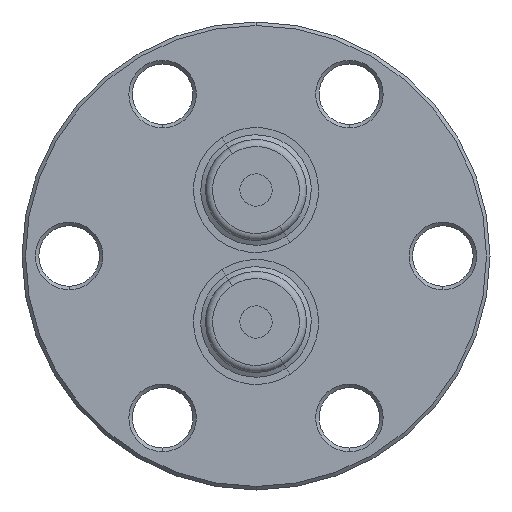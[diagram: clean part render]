
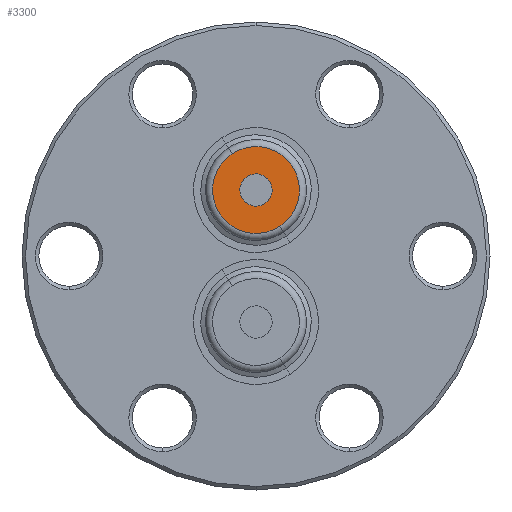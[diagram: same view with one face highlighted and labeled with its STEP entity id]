
A CAD part, front view. The second image highlights one B-rep face of the part: STEP entity #3300.
In plain terms, the highlighted planar face has unit normal (0, -1, 0).
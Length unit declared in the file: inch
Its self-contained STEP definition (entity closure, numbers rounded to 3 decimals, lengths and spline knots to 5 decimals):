
#26 = DIRECTION ( 'NONE',  ( 0., 1., 0. ) ) ;
#32 = EDGE_CURVE ( 'NONE', #3195, #1387, #763, .T. ) ;
#76 = VERTEX_POINT ( 'NONE', #2976 ) ;
#107 = CARTESIAN_POINT ( 'NONE',  ( -0.03767, -1.16644, 0.16289 ) ) ;
#203 = EDGE_CURVE ( 'NONE', #76, #3112, #1309, .T. ) ;
#343 = ORIENTED_EDGE ( 'NONE', *, *, #2309, .T. ) ;
#378 = DIRECTION ( 'NONE',  ( 0., -1., 0. ) ) ;
#381 = AXIS2_PLACEMENT_3D ( 'NONE', #414, #399, #648 ) ;
#399 = DIRECTION ( 'NONE',  ( 0., -1., 0. ) ) ;
#414 = CARTESIAN_POINT ( 'NONE',  ( 0., -1.16644, 0.1875 ) ) ;
#504 = ORIENTED_EDGE ( 'NONE', *, *, #578, .T. ) ;
#578 = EDGE_CURVE ( 'NONE', #3112, #76, #3264, .T. ) ;
#648 = DIRECTION ( 'NONE',  ( 0.547, 0., -0.837 ) ) ;
#763 = CIRCLE ( 'NONE', #381, 0.1235 ) ;
#932 = AXIS2_PLACEMENT_3D ( 'NONE', #107, #1997, #2733 ) ;
#952 = CIRCLE ( 'NONE', #1126, 0.1235 ) ;
#1083 = DIRECTION ( 'NONE',  ( 0., 0., -1. ) ) ;
#1126 = AXIS2_PLACEMENT_3D ( 'NONE', #3309, #378, #3050 ) ;
#1149 = CARTESIAN_POINT ( 'NONE',  ( 0., -1.16644, 0.1875 ) ) ;
#1309 = CIRCLE ( 'NONE', #3162, 0.046 ) ;
#1331 = CARTESIAN_POINT ( 'NONE',  ( -0.06755, -1.16644, 0.29089 ) ) ;
#1387 = VERTEX_POINT ( 'NONE', #2627 ) ;
#1613 = CARTESIAN_POINT ( 'NONE',  ( -0.03851, -1.16644, 0.16234 ) ) ;
#1875 = ORIENTED_EDGE ( 'NONE', *, *, #203, .T. ) ;
#1929 = PLANE ( 'NONE',  #932 ) ;
#1947 = FACE_BOUND ( 'NONE', #2409, .T. ) ;
#1983 = FACE_OUTER_BOUND ( 'NONE', #3287, .T. ) ;
#1997 = DIRECTION ( 'NONE',  ( 0., -1., 0. ) ) ;
#2179 = CARTESIAN_POINT ( 'NONE',  ( 0., -1.16644, 0.1875 ) ) ;
#2309 = EDGE_CURVE ( 'NONE', #1387, #3195, #952, .T. ) ;
#2409 = EDGE_LOOP ( 'NONE', ( #504, #1875 ) ) ;
#2528 = DIRECTION ( 'NONE',  ( 0., 0., -1. ) ) ;
#2627 = CARTESIAN_POINT ( 'NONE',  ( 0.06755, -1.16644, 0.08411 ) ) ;
#2733 = DIRECTION ( 'NONE',  ( 0.547, 0., -0.837 ) ) ;
#2976 = CARTESIAN_POINT ( 'NONE',  ( 0.03851, -1.16644, 0.21266 ) ) ;
#3036 = AXIS2_PLACEMENT_3D ( 'NONE', #1149, #3090, #2528 ) ;
#3050 = DIRECTION ( 'NONE',  ( 0.547, 0., -0.837 ) ) ;
#3090 = DIRECTION ( 'NONE',  ( 0., 1., 0. ) ) ;
#3112 = VERTEX_POINT ( 'NONE', #1613 ) ;
#3162 = AXIS2_PLACEMENT_3D ( 'NONE', #2179, #26, #1083 ) ;
#3195 = VERTEX_POINT ( 'NONE', #1331 ) ;
#3264 = CIRCLE ( 'NONE', #3036, 0.046 ) ;
#3287 = EDGE_LOOP ( 'NONE', ( #343, #3390 ) ) ;
#3300 = ADVANCED_FACE ( 'NONE', ( #1947, #1983 ), #1929, .T. ) ;
#3309 = CARTESIAN_POINT ( 'NONE',  ( 0., -1.16644, 0.1875 ) ) ;
#3390 = ORIENTED_EDGE ( 'NONE', *, *, #32, .T. ) ;
